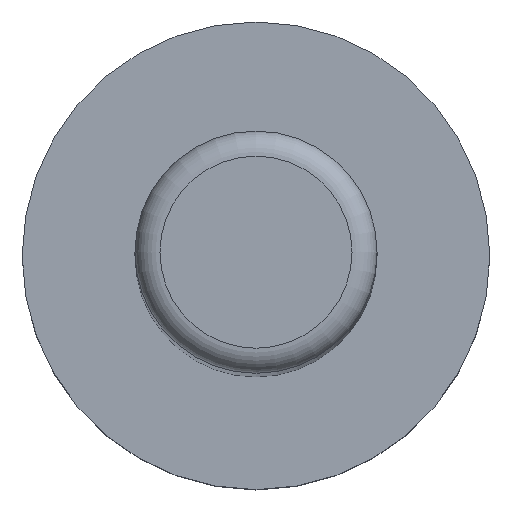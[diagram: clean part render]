
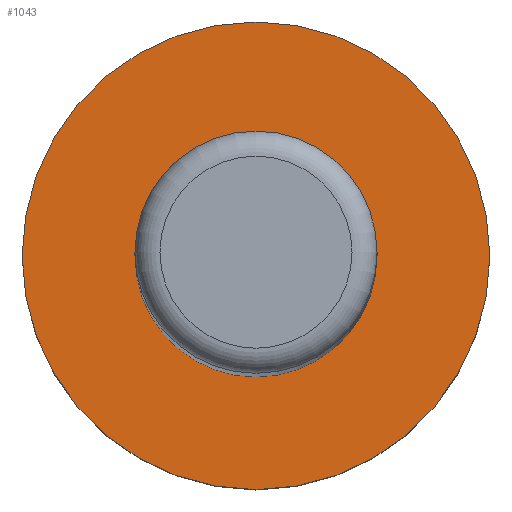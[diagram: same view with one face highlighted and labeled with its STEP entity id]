
A CAD part, top view. The second image highlights one B-rep face of the part: STEP entity #1043.
In plain terms, the highlighted planar face has unit normal (0, 0, 1).
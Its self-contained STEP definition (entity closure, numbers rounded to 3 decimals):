
#667 = CYLINDRICAL_SURFACE('',#668,2.8);
#668 = AXIS2_PLACEMENT_3D('',#669,#670,#671);
#669 = CARTESIAN_POINT('',(0.,0.,-3.));
#670 = DIRECTION('',(0.,0.,1.));
#671 = DIRECTION('',(1.,0.,0.));
#984 = VERTEX_POINT('',#985);
#985 = CARTESIAN_POINT('',(2.8,0.,0.));
#1006 = EDGE_CURVE('',#984,#984,#1007,.T.);
#1007 = SURFACE_CURVE('',#1008,(#1013,#1020),.PCURVE_S1.);
#1008 = CIRCLE('',#1009,2.8);
#1009 = AXIS2_PLACEMENT_3D('',#1010,#1011,#1012);
#1010 = CARTESIAN_POINT('',(0.,0.,0.));
#1011 = DIRECTION('',(0.,0.,1.));
#1012 = DIRECTION('',(1.,0.,0.));
#1013 = PCURVE('',#667,#1014);
#1014 = DEFINITIONAL_REPRESENTATION('',(#1015),#1019);
#1015 = LINE('',#1016,#1017);
#1016 = CARTESIAN_POINT('',(0.,3.));
#1017 = VECTOR('',#1018,1.);
#1018 = DIRECTION('',(1.,0.));
#1019 = ( GEOMETRIC_REPRESENTATION_CONTEXT(2) 
PARAMETRIC_REPRESENTATION_CONTEXT() REPRESENTATION_CONTEXT('2D SPACE',''
  ) );
#1020 = PCURVE('',#1021,#1026);
#1021 = PLANE('',#1022);
#1022 = AXIS2_PLACEMENT_3D('',#1023,#1024,#1025);
#1023 = CARTESIAN_POINT('',(0.,0.,0.));
#1024 = DIRECTION('',(0.,0.,1.));
#1025 = DIRECTION('',(1.,0.,0.));
#1026 = DEFINITIONAL_REPRESENTATION('',(#1027),#1031);
#1027 = CIRCLE('',#1028,2.8);
#1028 = AXIS2_PLACEMENT_2D('',#1029,#1030);
#1029 = CARTESIAN_POINT('',(0.,0.));
#1030 = DIRECTION('',(1.,0.));
#1031 = ( GEOMETRIC_REPRESENTATION_CONTEXT(2) 
PARAMETRIC_REPRESENTATION_CONTEXT() REPRESENTATION_CONTEXT('2D SPACE',''
  ) );
#1043 = ADVANCED_FACE('',(#1044,#1047),#1021,.T.);
#1044 = FACE_BOUND('',#1045,.T.);
#1045 = EDGE_LOOP('',(#1046));
#1046 = ORIENTED_EDGE('',*,*,#1006,.T.);
#1047 = FACE_BOUND('',#1048,.T.);
#1048 = EDGE_LOOP('',(#1049));
#1049 = ORIENTED_EDGE('',*,*,#1050,.F.);
#1050 = EDGE_CURVE('',#1051,#1051,#1053,.T.);
#1051 = VERTEX_POINT('',#1052);
#1052 = CARTESIAN_POINT('',(1.45,0.,0.));
#1053 = SURFACE_CURVE('',#1054,(#1059,#1066),.PCURVE_S1.);
#1054 = CIRCLE('',#1055,1.45);
#1055 = AXIS2_PLACEMENT_3D('',#1056,#1057,#1058);
#1056 = CARTESIAN_POINT('',(0.,0.,0.));
#1057 = DIRECTION('',(0.,0.,1.));
#1058 = DIRECTION('',(1.,0.,0.));
#1059 = PCURVE('',#1021,#1060);
#1060 = DEFINITIONAL_REPRESENTATION('',(#1061),#1065);
#1061 = CIRCLE('',#1062,1.45);
#1062 = AXIS2_PLACEMENT_2D('',#1063,#1064);
#1063 = CARTESIAN_POINT('',(0.,0.));
#1064 = DIRECTION('',(1.,0.));
#1065 = ( GEOMETRIC_REPRESENTATION_CONTEXT(2) 
PARAMETRIC_REPRESENTATION_CONTEXT() REPRESENTATION_CONTEXT('2D SPACE',''
  ) );
#1066 = PCURVE('',#1067,#1072);
#1067 = CYLINDRICAL_SURFACE('',#1068,1.45);
#1068 = AXIS2_PLACEMENT_3D('',#1069,#1070,#1071);
#1069 = CARTESIAN_POINT('',(0.,0.,0.));
#1070 = DIRECTION('',(0.,0.,1.));
#1071 = DIRECTION('',(1.,0.,0.));
#1072 = DEFINITIONAL_REPRESENTATION('',(#1073),#1077);
#1073 = LINE('',#1074,#1075);
#1074 = CARTESIAN_POINT('',(0.,0.));
#1075 = VECTOR('',#1076,1.);
#1076 = DIRECTION('',(1.,0.));
#1077 = ( GEOMETRIC_REPRESENTATION_CONTEXT(2) 
PARAMETRIC_REPRESENTATION_CONTEXT() REPRESENTATION_CONTEXT('2D SPACE',''
  ) );
